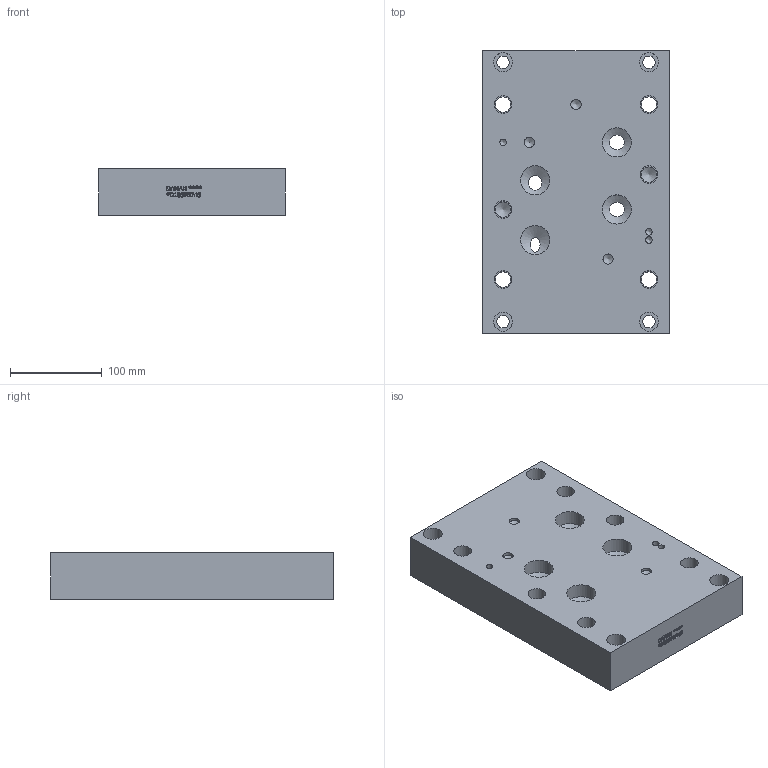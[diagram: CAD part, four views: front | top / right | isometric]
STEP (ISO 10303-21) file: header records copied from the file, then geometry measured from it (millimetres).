
FILE_DESCRIPTION(/* description */ (''),/* implementation_level */ '2;1');
FILE_NAME(/* name */ '_D10SPB24S.stp',/* time_stamp */ '2020-04-24T08:19:04-04:00',/* author */ ('alexanderw'),/* organization */ (''),/* preprocessor_version */ 'ST-DEVELOPER v17',/* originating_system */ 'Autodesk Inventor 2019',/* authorisation */ '');
FILE_SCHEMA (('AUTOMOTIVE_DESIGN { 1 0 10303 214 3 1 1 }'));
Length unit declared in the file: millimetre
Products named in the file (1): Part_AD10SPB24S_3D
Bounding box: 203.2 x 307.98 x 50.8 mm (x, y, z)
Volume: 2786936.7 mm3; surface area: 225920.9 mm2
Topology: 1 solids, 1 shells, 549 faces, 1500 edges, 1016 vertices
Faces by surface type: plane 336, bspline 116, cylinder 61, cone 36
Full cylindrical faces by diameter (mm): 7.137 x3, 11.1 x3, 12.294 x3, 12.9 x1, 12.903 x2, 13.487 x4, 14.275 x3, 14.529 x3, 16.662 x6, 19.05 x6, 20.625 x4, 25.019 x3, 31.75 x4, 45.568 x4, 47.625 x4, 48.057 x4, 65.126 x4
Entity records: 18503 total; most frequent: CARTESIAN_POINT 4657, ORIENTED_EDGE 2978, DIRECTION 2344, EDGE_CURVE 1489, LINE 1026, VECTOR 1026, VERTEX_POINT 1016, AXIS2_PLACEMENT_3D 659
